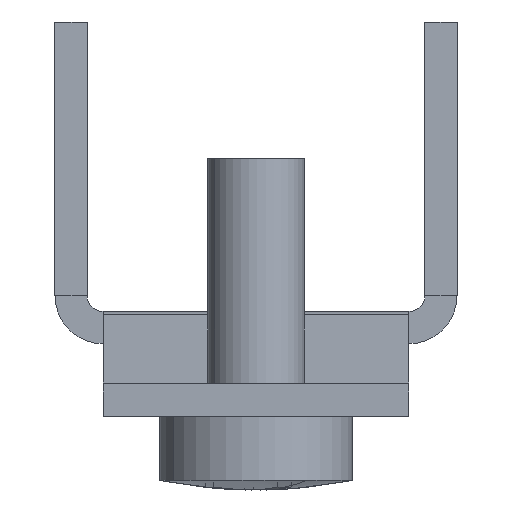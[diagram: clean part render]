
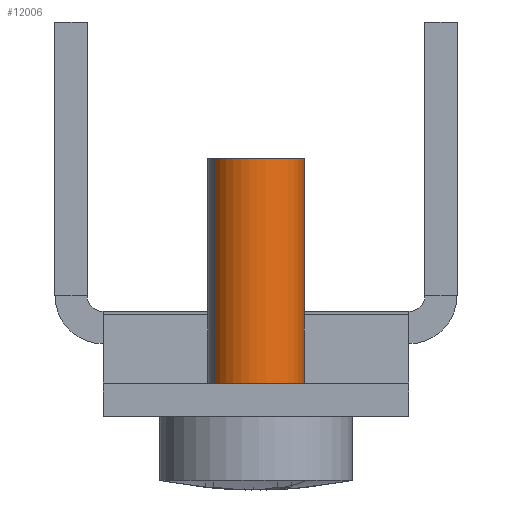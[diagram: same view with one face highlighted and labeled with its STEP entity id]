
A CAD part, left-side view. The second image highlights one B-rep face of the part: STEP entity #12006.
In plain terms, the highlighted cylindrical face has radius 3 mm (diameter 6 mm), a partial arc.
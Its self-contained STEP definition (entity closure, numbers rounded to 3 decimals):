
#519 = CARTESIAN_POINT ( 'NONE',  ( 0., -2.4, 3. ) ) ;
#808 = VECTOR ( 'NONE', #5674, 1000. ) ;
#830 = ORIENTED_EDGE ( 'NONE', *, *, #12301, .F. ) ;
#1453 = VERTEX_POINT ( 'NONE', #7209 ) ;
#1596 = VERTEX_POINT ( 'NONE', #11862 ) ;
#2070 = CIRCLE ( 'NONE', #10191, 3. ) ;
#2168 = CARTESIAN_POINT ( 'NONE',  ( 0., 2.2, 0. ) ) ;
#2552 = AXIS2_PLACEMENT_3D ( 'NONE', #2168, #3000, #6435 ) ;
#2690 = DIRECTION ( 'NONE',  ( 0., 0., -1. ) ) ;
#2835 = DIRECTION ( 'NONE',  ( 0., -1., 0. ) ) ;
#3000 = DIRECTION ( 'NONE',  ( 0., -1., 0. ) ) ;
#4155 = VECTOR ( 'NONE', #2835, 1000. ) ;
#4321 = VERTEX_POINT ( 'NONE', #12215 ) ;
#5331 = EDGE_CURVE ( 'NONE', #10075, #4321, #2070, .T. ) ;
#5442 = DIRECTION ( 'NONE',  ( 0., 0., -1. ) ) ;
#5556 = ORIENTED_EDGE ( 'NONE', *, *, #5331, .T. ) ;
#5674 = DIRECTION ( 'NONE',  ( 0., -1., 0. ) ) ;
#5839 = CYLINDRICAL_SURFACE ( 'NONE', #10564, 3. ) ;
#6159 = EDGE_CURVE ( 'NONE', #1596, #1453, #8043, .T. ) ;
#6417 = DIRECTION ( 'NONE',  ( 0., -1., 0. ) ) ;
#6435 = DIRECTION ( 'NONE',  ( 0., 0., -1. ) ) ;
#7209 = CARTESIAN_POINT ( 'NONE',  ( 0., 2.2, 3. ) ) ;
#7574 = CARTESIAN_POINT ( 'NONE',  ( 0., 18.2, -3. ) ) ;
#7828 = CARTESIAN_POINT ( 'NONE',  ( 0., -2.4, -3. ) ) ;
#8043 = CIRCLE ( 'NONE', #2552, 3. ) ;
#9346 = FACE_OUTER_BOUND ( 'NONE', #13504, .T. ) ;
#9994 = ORIENTED_EDGE ( 'NONE', *, *, #14073, .T. ) ;
#10075 = VERTEX_POINT ( 'NONE', #7574 ) ;
#10191 = AXIS2_PLACEMENT_3D ( 'NONE', #11122, #6417, #5442 ) ;
#10564 = AXIS2_PLACEMENT_3D ( 'NONE', #11592, #13897, #2690 ) ;
#10766 = LINE ( 'NONE', #519, #4155 ) ;
#11122 = CARTESIAN_POINT ( 'NONE',  ( 0., 18.2, 0. ) ) ;
#11592 = CARTESIAN_POINT ( 'NONE',  ( 0., -2.4, 0. ) ) ;
#11862 = CARTESIAN_POINT ( 'NONE',  ( 0., 2.2, -3. ) ) ;
#11959 = ORIENTED_EDGE ( 'NONE', *, *, #6159, .F. ) ;
#12006 = ADVANCED_FACE ( 'NONE', ( #9346 ), #5839, .T. ) ;
#12215 = CARTESIAN_POINT ( 'NONE',  ( 0., 18.2, 3. ) ) ;
#12301 = EDGE_CURVE ( 'NONE', #10075, #1596, #14703, .T. ) ;
#13504 = EDGE_LOOP ( 'NONE', ( #5556, #9994, #11959, #830 ) ) ;
#13897 = DIRECTION ( 'NONE',  ( 0., -1., 0. ) ) ;
#14073 = EDGE_CURVE ( 'NONE', #4321, #1453, #10766, .T. ) ;
#14703 = LINE ( 'NONE', #7828, #808 ) ;
